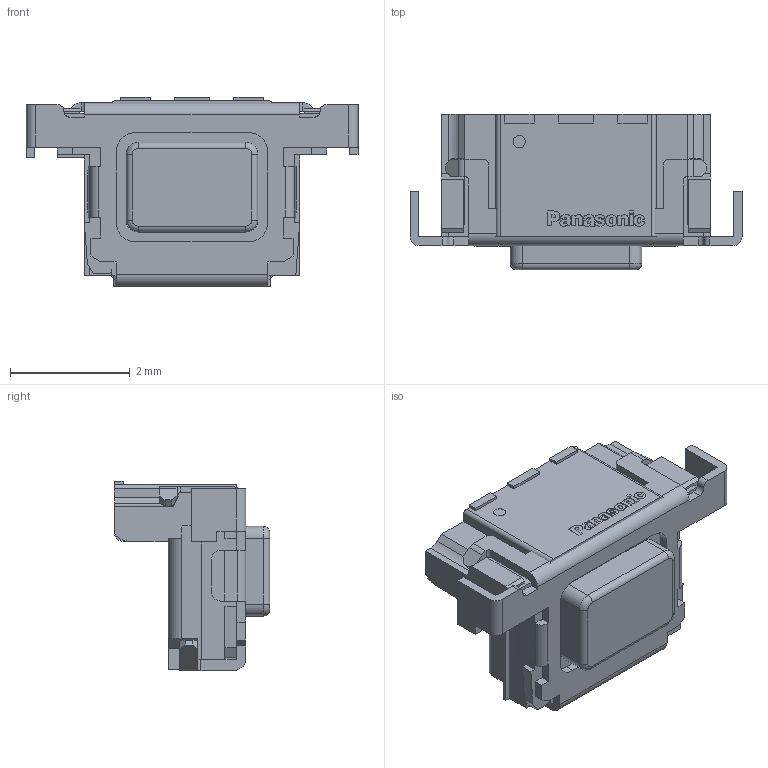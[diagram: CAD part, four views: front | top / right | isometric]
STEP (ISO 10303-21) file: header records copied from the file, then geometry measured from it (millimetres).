
FILE_DESCRIPTION(/* description */ (''),/* implementation_level */ '2;1');
FILE_NAME(/* name */ 'EVP-AEJ.stp',/* time_stamp */ '2021-03-14T11:21:42+02:00',/* author */ ('pc'),/* organization */ (''),/* preprocessor_version */ 'ST-DEVELOPER v17',/* originating_system */ 'Autodesk Inventor 2019',/* authorisation */ '');
FILE_SCHEMA (('AUTOMOTIVE_DESIGN { 1 0 10303 214 3 1 1 }'));
Length unit declared in the file: millimetre
Products named in the file (5): EVP-AE; shell_; body; terminal; logo
Assembly tree (4 placements, depth 2):
  EVP-AE
    shell_
    body
    terminal
    logo
Bounding box: 5.55 x 2.6 x 3.16 mm (x, y, z)
Volume: 18.8 mm3; surface area: 97.8 mm2
Topology: 16 solids, 16 shells, 598 faces, 1677 edges, 1112 vertices
Faces by surface type: plane 390, bspline 123, cylinder 85
Full cylindrical faces by diameter (mm): 0.206 x1
Entity records: 19937 total; most frequent: CARTESIAN_POINT 4841, ORIENTED_EDGE 3354, DIRECTION 2691, EDGE_CURVE 1677, LINE 1255, VECTOR 1255, VERTEX_POINT 1112, AXIS2_PLACEMENT_3D 718
